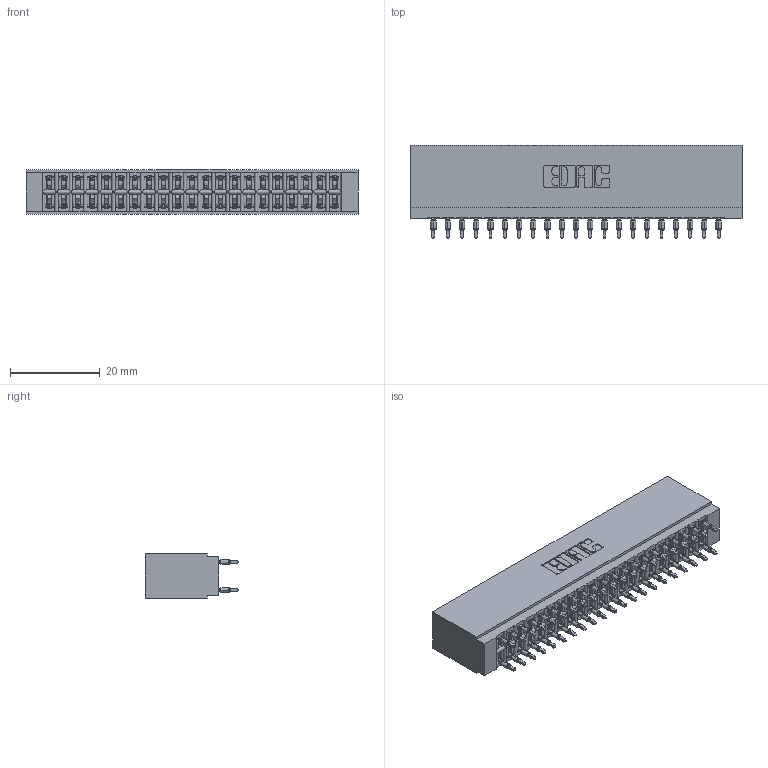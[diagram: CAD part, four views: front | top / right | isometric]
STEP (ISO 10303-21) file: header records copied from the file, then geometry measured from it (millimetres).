
FILE_DESCRIPTION (( 'STEP AP203' ), '1' );
FILE_NAME ('746-042-560-201.STEP', '2026-02-27T14:41:30', ( '' ), ( '' ), 'SwSTEP 2.0', 'SolidWorks 2023', '' );
FILE_SCHEMA (( 'CONFIG_CONTROL_DESIGN' ));
Length unit declared in the file: millimetre
Products named in the file (3): 746 Part_.515 Slot Depth - 01; 746-292-001_560; 746-042-560-201
Assembly tree (43 placements, depth 2):
  746-042-560-201
    746 Part_.515 Slot Depth - 01
    746-292-001_560  x42
Bounding box: 73.91 x 20.82 x 9.91 mm (x, y, z)
Volume: 8203.5 mm3; surface area: 13436.5 mm2
Topology: 43 solids, 43 shells, 4066 faces, 11309 edges, 7252 vertices
Faces by surface type: plane 2029, cylinder 945, bspline 840, torus 252
Entity records: 35558 total; most frequent: CARTESIAN_POINT 7249, ORIENTED_EDGE 6054, DIRECTION 5097, EDGE_CURVE 3027, VECTOR 2625, LINE 2625, VERTEX_POINT 2004, AXIS2_PLACEMENT_3D 1236
